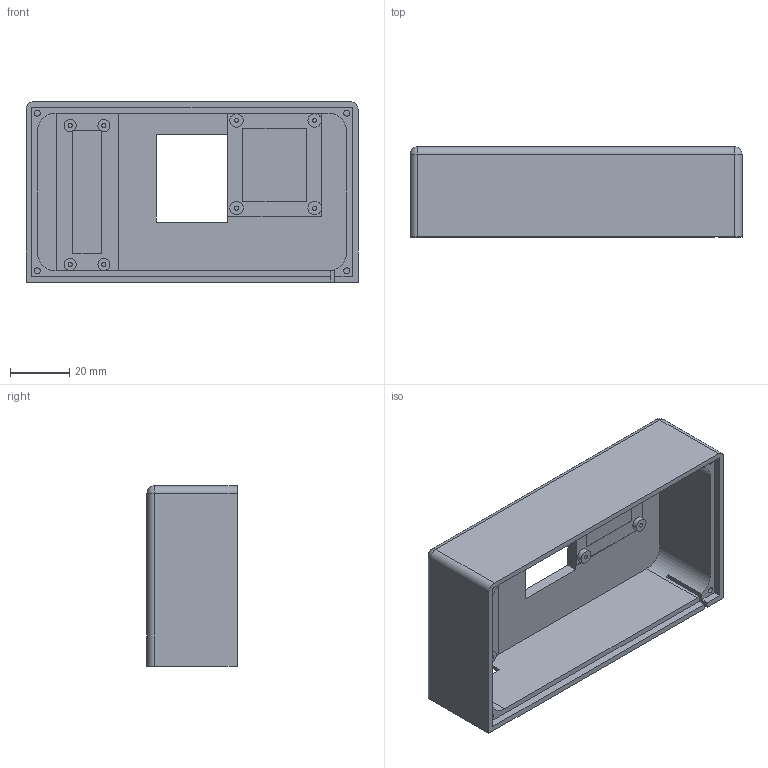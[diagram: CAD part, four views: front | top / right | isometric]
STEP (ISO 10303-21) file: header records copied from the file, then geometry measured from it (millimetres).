
FILE_DESCRIPTION(/* description */ (''),/* implementation_level */ '2;1');
FILE_NAME(/* name */ 'HollowClock3 PICO Base.step',/* time_stamp */ '2023-01-03T04:05:56-06:00',/* author */ (''),/* organization */ (''),/* preprocessor_version */ 'ST-DEVELOPER v19.2',/* originating_system */ 'Autodesk Translation Framework v11.17.0.187',/* authorisation */ '');
FILE_SCHEMA (('AUTOMOTIVE_DESIGN { 1 0 10303 214 3 1 1 }'));
Length unit declared in the file: inch
Products named in the file (1): PICO Base
Bounding box: 112.27 x 30.48 x 60.96 mm (x, y, z)
Volume: 55302.8 mm3; surface area: 31999.7 mm2
Topology: 1 solids, 1 shells, 105 faces, 237 edges, 154 vertices
Faces by surface type: plane 74, cylinder 29, sphere 2
Full cylindrical faces by diameter (mm): 1.397 x8, 2.032 x4, 4.064 x2, 4.572 x4
Entity records: 2965 total; most frequent: DIRECTION 509, CARTESIAN_POINT 497, ORIENTED_EDGE 474, EDGE_CURVE 237, LINE 177, VECTOR 177, AXIS2_PLACEMENT_3D 166, VERTEX_POINT 154
